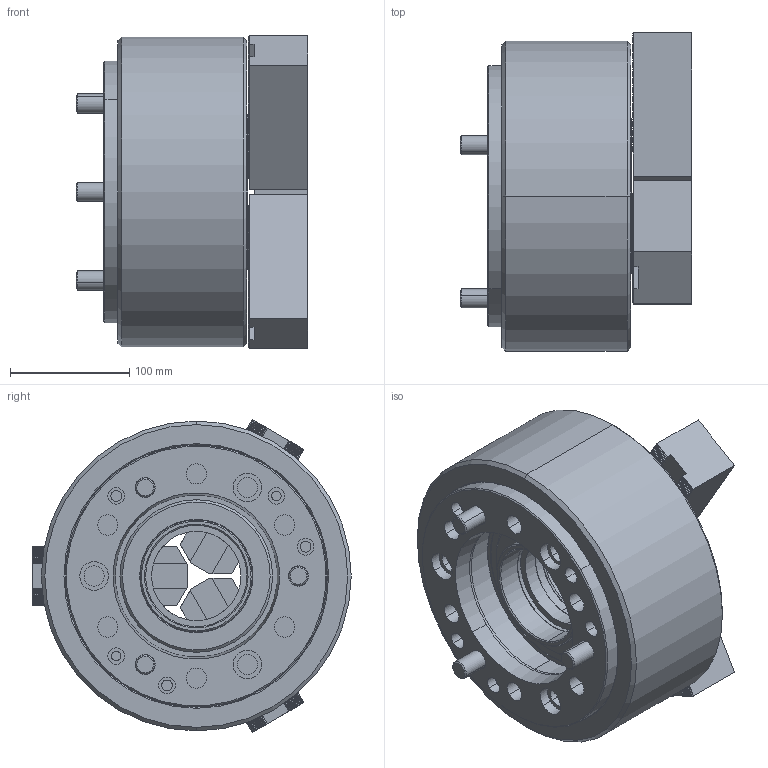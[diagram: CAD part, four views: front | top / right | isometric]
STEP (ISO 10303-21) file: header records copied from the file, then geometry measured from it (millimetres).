
FILE_DESCRIPTION (( 'STEP AP203' ), '1' );
FILE_NAME ('3L-210A8.STEP', '2016-08-12T07:50:51', ( 'temp' ), ( '' ), 'SwSTEP 2.0', 'SolidWorks 2016', '' );
FILE_SCHEMA (( 'CONFIG_CONTROL_DESIGN' ));
Length unit declared in the file: millimetre
Products named in the file (9): 3L-210-05000; 3L-210-07000; SJ-12H; 3H-10A8法蘭板; M16x125; 3L-210A8; 3L-210-01000; 3L-210-02000; 3L-210-04000_4銑工一
Assembly tree (12 placements, depth 2):
  3L-210A8
    3L-210-01000
    3L-210-02000
    3L-210-04000_4銑工一
    3L-210-05000
    3L-210-07000
    SJ-12H  x3
    3H-10A8法蘭板
    M16x125  x3
Bounding box: 194.25 x 267.17 x 262.59 mm (x, y, z)
Volume: 5886682.7 mm3; surface area: 620487.2 mm2
Topology: 12 solids, 12 shells, 1977 faces, 5644 edges, 3721 vertices
Faces by surface type: plane 1335, cylinder 548, cone 80, torus 14
Entity records: 26387 total; most frequent: CARTESIAN_POINT 5267, ORIENTED_EDGE 4404, DIRECTION 3926, EDGE_CURVE 2202, VECTOR 1586, LINE 1586, VERTEX_POINT 1439, AXIS2_PLACEMENT_3D 1170
